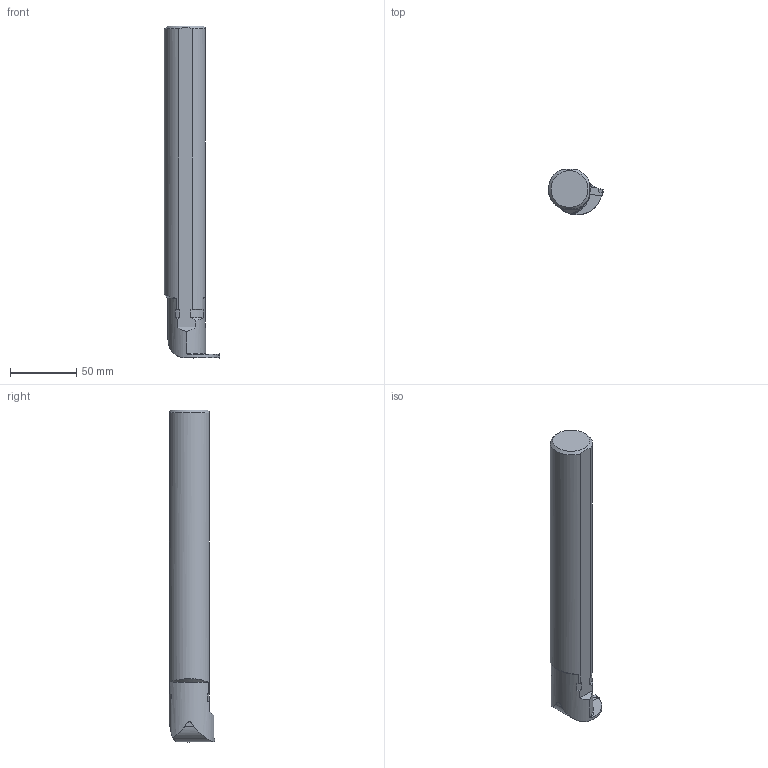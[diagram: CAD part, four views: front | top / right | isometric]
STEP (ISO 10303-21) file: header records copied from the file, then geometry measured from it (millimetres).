
FILE_DESCRIPTION(/* description */ (''),/* implementation_level */ '2;1');
FILE_NAME(/* name */ '1553746158792.stp',/* time_stamp */ '2019-03-28T09:39:42+05:00',/* author */ (''),/* organization */ ('SMS'),/* preprocessor_version */ 'ST-DEVELOPER v15',/* originating_system */ 'SIEMENS PLM Software NX 8.5',/* authorisation */ '');
FILE_SCHEMA (('AUTOMOTIVE_DESIGN { 1 0 10303 214 3 1 1 1 }'));
Length unit declared in the file: millimetre
Products named in the file (4): ASSEMBLY_CONSTRUCTION; 201539465mod000_00; 201703502mod000_00; 201703500mod000_00
Assembly tree (3 placements, depth 2):
  201703500mod000_00
    201703502mod000_00
    201539465mod000_00
    ASSEMBLY_CONSTRUCTION
Bounding box: 41.62 x 34 x 250.02 mm (x, y, z)
Volume: 189617.8 mm3; surface area: 26530.3 mm2
Topology: 2 solids, 2 shells, 75 faces, 214 edges, 149 vertices
Faces by surface type: plane 35, cylinder 16, bspline 12, cone 11, torus 1
Entity records: 2971 total; most frequent: CARTESIAN_POINT 993, ORIENTED_EDGE 422, DIRECTION 328, EDGE_CURVE 211, VERTEX_POINT 141, AXIS2_PLACEMENT_3D 115, LINE 98, VECTOR 98
